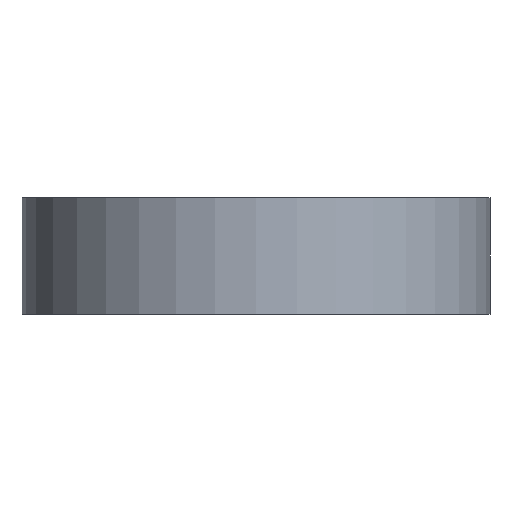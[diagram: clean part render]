
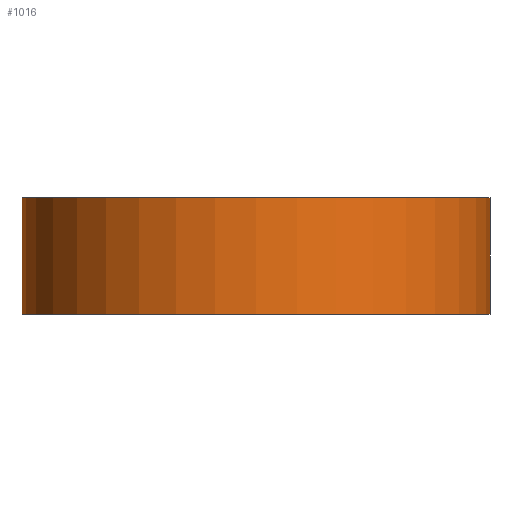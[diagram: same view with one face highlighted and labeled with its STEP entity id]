
A CAD part, front view. The second image highlights one B-rep face of the part: STEP entity #1016.
In plain terms, the highlighted cylindrical face has radius 61.5 mm (diameter 123 mm), a full revolution.
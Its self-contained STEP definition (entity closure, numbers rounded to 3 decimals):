
#124=FACE_OUTER_BOUND('',#220,.T.);
#220=EDGE_LOOP('',(#907,#908,#909,#910));
#266=LINE('',#1825,#312);
#312=VECTOR('',#1534,62.5);
#371=CIRCLE('',#1130,61.5);
#404=CIRCLE('',#1181,61.5);
#475=VERTEX_POINT('',#1740);
#496=VERTEX_POINT('',#1822);
#590=EDGE_CURVE('',#475,#475,#371,.T.);
#633=EDGE_CURVE('',#496,#496,#404,.T.);
#634=EDGE_CURVE('',#475,#496,#266,.T.);
#907=ORIENTED_EDGE('',*,*,#590,.F.);
#908=ORIENTED_EDGE('',*,*,#634,.T.);
#909=ORIENTED_EDGE('',*,*,#633,.F.);
#910=ORIENTED_EDGE('',*,*,#634,.F.);
#956=CYLINDRICAL_SURFACE('',#1182,61.5);
#1016=ADVANCED_FACE('',(#124),#956,.T.);
#1130=AXIS2_PLACEMENT_3D('',#1741,#1418,#1419);
#1181=AXIS2_PLACEMENT_3D('',#1823,#1530,#1531);
#1182=AXIS2_PLACEMENT_3D('',#1824,#1532,#1533);
#1418=DIRECTION('center_axis',(0.,0.,
1.));
#1419=DIRECTION('ref_axis',(-1.,0.,0.));
#1530=DIRECTION('center_axis',(0.,0.,
-1.));
#1531=DIRECTION('ref_axis',(-1.,0.,0.));
#1532=DIRECTION('center_axis',(0.,0.,
1.));
#1533=DIRECTION('ref_axis',(-1.,0.,0.));
#1534=DIRECTION('',(0.,0.,-1.));
#1740=CARTESIAN_POINT('',(211.5,0.,17.5));
#1741=CARTESIAN_POINT('Origin',(150.,0.,17.5));
#1822=CARTESIAN_POINT('',(211.5,0.,-13.));
#1823=CARTESIAN_POINT('Origin',(150.,0.,-13.));
#1824=CARTESIAN_POINT('Origin',(150.,0.,1.));
#1825=CARTESIAN_POINT('',(211.5,0.,1.));
